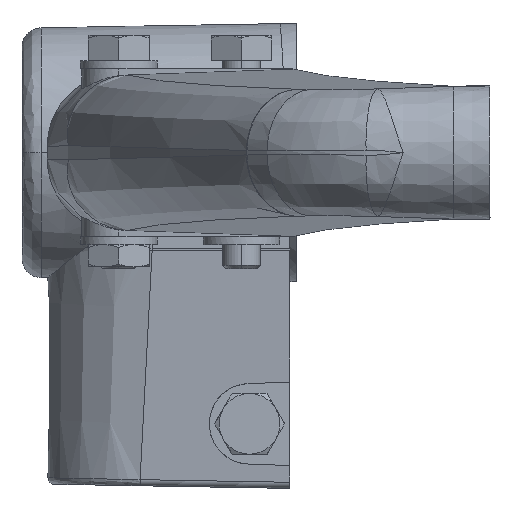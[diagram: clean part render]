
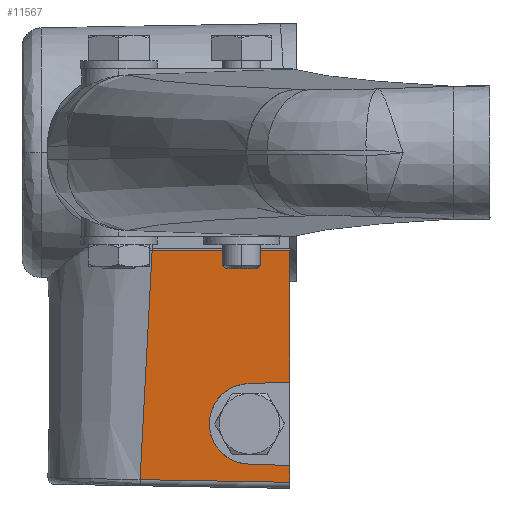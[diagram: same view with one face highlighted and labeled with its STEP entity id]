
A CAD part, left-side view. The second image highlights one B-rep face of the part: STEP entity #11567.
In plain terms, the highlighted planar face has unit normal (-0.998, 0.035, -0.052).
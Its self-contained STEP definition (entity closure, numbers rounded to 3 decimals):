
#203 = EDGE_CURVE ( 'NONE', #9256, #838, #13851, .T. ) ;
#360 = CARTESIAN_POINT ( 'NONE',  ( -31.463, 116.98, -103.127 ) ) ;
#615 = DIRECTION ( 'NONE',  ( -0.052, 0., 0.999 ) ) ;
#838 = VERTEX_POINT ( 'NONE', #5148 ) ;
#1293 = ORIENTED_EDGE ( 'NONE', *, *, #15267, .T. ) ;
#1957 = ORIENTED_EDGE ( 'NONE', *, *, #4412, .T. ) ;
#2196 = VERTEX_POINT ( 'NONE', #360 ) ;
#2315 = CARTESIAN_POINT ( 'NONE',  ( -29.867, 163.848, -102.308 ) ) ;
#2362 = LINE ( 'NONE', #7422, #11502 ) ;
#3186 = DIRECTION ( 'NONE',  ( 0.035, 0.999, 0.001 ) ) ;
#4412 = EDGE_CURVE ( 'NONE', #838, #5618, #15401, .T. ) ;
#5148 = CARTESIAN_POINT ( 'NONE',  ( -31.305, 130.04, -97.432 ) ) ;
#5162 = VECTOR ( 'NONE', #3186, 1000. ) ;
#5551 = CARTESIAN_POINT ( 'NONE',  ( -29.867, 163.848, -102.308 ) ) ;
#5618 = VERTEX_POINT ( 'NONE', #6153 ) ;
#5720 = LINE ( 'NONE', #14865, #14586 ) ;
#5780 = CARTESIAN_POINT ( 'NONE',  ( -35.342, 116.98, -29.11 ) ) ;
#5789 = CARTESIAN_POINT ( 'NONE',  ( -31.305, 130.04, -97.432 ) ) ;
#5816 = VERTEX_POINT ( 'NONE', #5551 ) ;
#5985 = CARTESIAN_POINT ( 'NONE',  ( -33.761, 160.083, -30.522 ) ) ;
#6137 = EDGE_LOOP ( 'NONE', ( #15747, #8424, #15358, #9533, #1293, #7553, #16322, #1957 ) ) ;
#6153 = CARTESIAN_POINT ( 'NONE',  ( -32.625, 130.04, -72.248 ) ) ;
#6190 = AXIS2_PLACEMENT_3D ( 'NONE', #15607, #6692, #8164 ) ;
#6353 = VERTEX_POINT ( 'NONE', #9989 ) ;
#6436 = VECTOR ( 'NONE', #11141, 1000. ) ;
#6673 = EDGE_CURVE ( 'NONE', #12153, #10178, #13447, .T. ) ;
#6692 = DIRECTION ( 'NONE',  ( -0.998, 0.035, -0.052 ) ) ;
#7307 = DIRECTION ( 'NONE',  ( -0.034, -0.999, -0.017 ) ) ;
#7422 = CARTESIAN_POINT ( 'NONE',  ( -32.625, 130.04, -72.248 ) ) ;
#7553 = ORIENTED_EDGE ( 'NONE', *, *, #9175, .T. ) ;
#7795 = DIRECTION ( 'NONE',  ( 0.033, 0.999, 0.035 ) ) ;
#8164 = DIRECTION ( 'NONE',  ( 0.052, 0., -0.999 ) ) ;
#8334 = CARTESIAN_POINT ( 'NONE',  ( -30.525, 153.567, -96.611 ) ) ;
#8396 = EDGE_CURVE ( 'NONE', #6353, #12153, #8671, .T. ) ;
#8424 = ORIENTED_EDGE ( 'NONE', *, *, #8396, .T. ) ;
#8602 = CARTESIAN_POINT ( 'NONE',  ( -32.625, 130.04, -72.248 ) ) ;
#8671 = LINE ( 'NONE', #13714, #6436 ) ;
#9152 = PLANE ( 'NONE',  #6190 ) ;
#9175 = EDGE_CURVE ( 'NONE', #2196, #9256, #15602, .T. ) ;
#9256 = VERTEX_POINT ( 'NONE', #15191 ) ;
#9533 = ORIENTED_EDGE ( 'NONE', *, *, #9755, .T. ) ;
#9615 = CARTESIAN_POINT ( 'NONE',  ( -35.266, 116.98, -30.561 ) ) ;
#9755 = EDGE_CURVE ( 'NONE', #10178, #5816, #5720, .T. ) ;
#9989 = CARTESIAN_POINT ( 'NONE',  ( -33.106, 116.98, -71.792 ) ) ;
#10178 = VERTEX_POINT ( 'NONE', #5985 ) ;
#11141 = DIRECTION ( 'NONE',  ( -0.052, 0., 0.999 ) ) ;
#11164 = LINE ( 'NONE', #2315, #13027 ) ;
#11502 = VECTOR ( 'NONE', #13780, 1000. ) ;
#11567 = ADVANCED_FACE ( 'NONE', ( #13238 ), #9152, .T. ) ;
#12136 = VECTOR ( 'NONE', #7795, 1000. ) ;
#12153 = VERTEX_POINT ( 'NONE', #9615 ) ;
#13027 = VECTOR ( 'NONE', #7307, 1000. ) ;
#13238 = FACE_OUTER_BOUND ( 'NONE', #6137, .T. ) ;
#13402 = CARTESIAN_POINT ( 'NONE',  ( -31.759, 153.567, -73.069 ) ) ;
#13447 = LINE ( 'NONE', #14666, #5162 ) ;
#13714 = CARTESIAN_POINT ( 'NONE',  ( -35.342, 116.98, -29.11 ) ) ;
#13780 = DIRECTION ( 'NONE',  ( -0.037, -0.999, 0.035 ) ) ;
#13851 = LINE ( 'NONE', #15328, #12136 ) ;
#14061 = EDGE_CURVE ( 'NONE', #5618, #6353, #2362, .T. ) ;
#14586 = VECTOR ( 'NONE', #16124, 1000. ) ;
#14666 = CARTESIAN_POINT ( 'NONE',  ( -34.514, 138.531, -30.542 ) ) ;
#14865 = CARTESIAN_POINT ( 'NONE',  ( -33.761, 160.083, -30.522 ) ) ;
#15191 = CARTESIAN_POINT ( 'NONE',  ( -31.738, 116.98, -97.888 ) ) ;
#15267 = EDGE_CURVE ( 'NONE', #5816, #2196, #11164, .T. ) ;
#15328 = CARTESIAN_POINT ( 'NONE',  ( -31.738, 116.98, -97.888 ) ) ;
#15358 = ORIENTED_EDGE ( 'NONE', *, *, #6673, .T. ) ;
#15401 =( BOUNDED_CURVE ( )  B_SPLINE_CURVE ( 3, ( #5789, #8334, #13402, #8602 ),
 .UNSPECIFIED., .F., .F. ) 
 B_SPLINE_CURVE_WITH_KNOTS ( ( 4, 4 ),
 ( 2.588, 5.66 ),
 .UNSPECIFIED. ) 
 CURVE ( )  GEOMETRIC_REPRESENTATION_ITEM ( )  RATIONAL_B_SPLINE_CURVE ( ( 1., 0.357, 0.357, 1. ) ) 
 REPRESENTATION_ITEM ( '' )  );
#15420 = VECTOR ( 'NONE', #615, 1000. ) ;
#15602 = LINE ( 'NONE', #5780, #15420 ) ;
#15607 = CARTESIAN_POINT ( 'NONE',  ( -33.675, 164.785, -29.023 ) ) ;
#15747 = ORIENTED_EDGE ( 'NONE', *, *, #14061, .T. ) ;
#16124 = DIRECTION ( 'NONE',  ( 0.054, 0.052, -0.997 ) ) ;
#16322 = ORIENTED_EDGE ( 'NONE', *, *, #203, .T. ) ;
